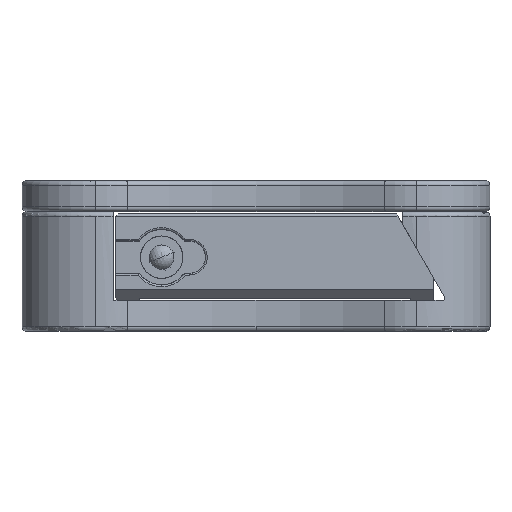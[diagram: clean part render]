
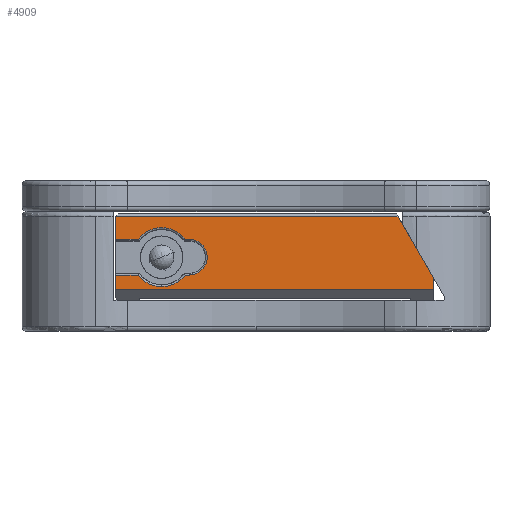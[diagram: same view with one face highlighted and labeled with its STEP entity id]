
A CAD part, left-side view. The second image highlights one B-rep face of the part: STEP entity #4909.
In plain terms, the highlighted planar face has unit normal (-1, 0, 0).
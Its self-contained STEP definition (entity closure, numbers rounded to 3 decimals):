
#61 = CARTESIAN_POINT ( 'NONE',  ( -48.26, 12.784, 3.491 ) ) ;
#165 = EDGE_CURVE ( 'NONE', #4836, #6361, #5890, .T. ) ;
#220 = CARTESIAN_POINT ( 'NONE',  ( -48.26, 15.24, -0.393 ) ) ;
#502 = PLANE ( 'NONE',  #6197 ) ;
#527 = VERTEX_POINT ( 'NONE', #10988 ) ;
#559 = LINE ( 'NONE', #888, #1366 ) ;
#579 = EDGE_CURVE ( 'NONE', #8642, #527, #6555, .T. ) ;
#653 = CARTESIAN_POINT ( 'NONE',  ( -48.26, 10.24, 1.549 ) ) ;
#714 = FACE_OUTER_BOUND ( 'NONE', #5378, .T. ) ;
#852 = ORIENTED_EDGE ( 'NONE', *, *, #11095, .T. ) ;
#888 = CARTESIAN_POINT ( 'NONE',  ( -48.26, 7.696, -0.393 ) ) ;
#895 = ORIENTED_EDGE ( 'NONE', *, *, #579, .T. ) ;
#1092 = AXIS2_PLACEMENT_3D ( 'NONE', #8454, #9355, #10248 ) ;
#1211 = CARTESIAN_POINT ( 'NONE',  ( -48.26, 15.24, 5.948 ) ) ;
#1338 = CIRCLE ( 'NONE', #9002, 3.203 ) ;
#1366 = VECTOR ( 'NONE', #10605, 1000. ) ;
#1425 = ORIENTED_EDGE ( 'NONE', *, *, #8021, .T. ) ;
#1561 = DIRECTION ( 'NONE',  ( 1., 0., 0. ) ) ;
#1662 = CARTESIAN_POINT ( 'NONE',  ( -48.26, 15.24, 6.248 ) ) ;
#1734 = DIRECTION ( 'NONE',  ( 0., 0., -1. ) ) ;
#1763 = VECTOR ( 'NONE', #4146, 1000. ) ;
#1994 = ORIENTED_EDGE ( 'NONE', *, *, #6856, .F. ) ;
#2106 = CARTESIAN_POINT ( 'NONE',  ( -48.26, -19.304, 6.248 ) ) ;
#2166 = VERTEX_POINT ( 'NONE', #11387 ) ;
#2279 = DIRECTION ( 'NONE',  ( 0., 0., -1. ) ) ;
#2481 = VERTEX_POINT ( 'NONE', #6499 ) ;
#2504 = ORIENTED_EDGE ( 'NONE', *, *, #2564, .T. ) ;
#2564 = EDGE_CURVE ( 'NONE', #3076, #8642, #8604, .T. ) ;
#2572 = CARTESIAN_POINT ( 'NONE',  ( -48.26, 12.787, 3.491 ) ) ;
#2593 = LINE ( 'NONE', #9421, #1763 ) ;
#2643 = VECTOR ( 'NONE', #7678, 1000. ) ;
#2684 = CARTESIAN_POINT ( 'NONE',  ( -48.26, 15.24, -1.95 ) ) ;
#3076 = VERTEX_POINT ( 'NONE', #2572 ) ;
#3141 = VECTOR ( 'NONE', #1734, 1000. ) ;
#3185 = CARTESIAN_POINT ( 'NONE',  ( -48.26, 15.24, -0.393 ) ) ;
#3190 = VERTEX_POINT ( 'NONE', #6497 ) ;
#3205 = ORIENTED_EDGE ( 'NONE', *, *, #8669, .T. ) ;
#3588 = ORIENTED_EDGE ( 'NONE', *, *, #6947, .F. ) ;
#4146 = DIRECTION ( 'NONE',  ( 0., 0., -1. ) ) ;
#4307 = ORIENTED_EDGE ( 'NONE', *, *, #6771, .T. ) ;
#4327 = CARTESIAN_POINT ( 'NONE',  ( -48.26, 7.693, 3.491 ) ) ;
#4371 = CARTESIAN_POINT ( 'NONE',  ( -48.26, -19.304, -1.95 ) ) ;
#4836 = VERTEX_POINT ( 'NONE', #1211 ) ;
#4909 = ADVANCED_FACE ( 'NONE', ( #714 ), #502, .F. ) ;
#4946 = VECTOR ( 'NONE', #9736, 1000. ) ;
#4963 = AXIS2_PLACEMENT_3D ( 'NONE', #8480, #10150, #5729 ) ;
#5014 = VERTEX_POINT ( 'NONE', #3185 ) ;
#5069 = LINE ( 'NONE', #7637, #10442 ) ;
#5230 = VECTOR ( 'NONE', #10619, 1000. ) ;
#5246 = CARTESIAN_POINT ( 'NONE',  ( -48.26, 7.24, -0.393 ) ) ;
#5370 = CARTESIAN_POINT ( 'NONE',  ( -48.26, 15.24, 3.491 ) ) ;
#5378 = EDGE_LOOP ( 'NONE', ( #8366, #3205, #2504, #895, #9035, #11046, #7563, #9489, #852, #4307, #3588, #1994, #9773, #1425 ) ) ;
#5729 = DIRECTION ( 'NONE',  ( 0., 0., -1. ) ) ;
#5838 = EDGE_CURVE ( 'NONE', #11342, #2166, #5906, .T. ) ;
#5890 = LINE ( 'NONE', #1662, #3141 ) ;
#5906 = CIRCLE ( 'NONE', #4963, 3.203 ) ;
#5917 = LINE ( 'NONE', #8009, #9201 ) ;
#5995 = DIRECTION ( 'NONE',  ( 0., 1., 0. ) ) ;
#6197 = AXIS2_PLACEMENT_3D ( 'NONE', #2106, #7506, #10064 ) ;
#6338 = EDGE_CURVE ( 'NONE', #6719, #11342, #559, .T. ) ;
#6346 = DIRECTION ( 'NONE',  ( 0., 1., 0. ) ) ;
#6361 = VERTEX_POINT ( 'NONE', #5370 ) ;
#6497 = CARTESIAN_POINT ( 'NONE',  ( -48.26, 12.787, -0.393 ) ) ;
#6499 = CARTESIAN_POINT ( 'NONE',  ( -48.26, -15.414, 5.948 ) ) ;
#6555 = LINE ( 'NONE', #6753, #10825 ) ;
#6661 = DIRECTION ( 'NONE',  ( 1., 0., 0. ) ) ;
#6719 = VERTEX_POINT ( 'NONE', #5246 ) ;
#6725 = CARTESIAN_POINT ( 'NONE',  ( -48.26, -19.304, -0.79 ) ) ;
#6753 = CARTESIAN_POINT ( 'NONE',  ( -48.26, 7.24, 3.491 ) ) ;
#6771 = EDGE_CURVE ( 'NONE', #5014, #7062, #9745, .T. ) ;
#6856 = EDGE_CURVE ( 'NONE', #8953, #10310, #2593, .T. ) ;
#6947 = EDGE_CURVE ( 'NONE', #10310, #7062, #5069, .T. ) ;
#7062 = VERTEX_POINT ( 'NONE', #2684 ) ;
#7367 = EDGE_CURVE ( 'NONE', #2166, #3190, #1338, .T. ) ;
#7506 = DIRECTION ( 'NONE',  ( 1., 0., 0. ) ) ;
#7560 = LINE ( 'NONE', #61, #5230 ) ;
#7563 = ORIENTED_EDGE ( 'NONE', *, *, #5838, .T. ) ;
#7637 = CARTESIAN_POINT ( 'NONE',  ( -48.26, -19.304, -1.95 ) ) ;
#7678 = DIRECTION ( 'NONE',  ( 0., 0.5, 0.866 ) ) ;
#7696 = DIRECTION ( 'NONE',  ( 0., 0., -1. ) ) ;
#8009 = CARTESIAN_POINT ( 'NONE',  ( -48.26, -19.304, 5.948 ) ) ;
#8021 = EDGE_CURVE ( 'NONE', #2481, #4836, #5917, .T. ) ;
#8366 = ORIENTED_EDGE ( 'NONE', *, *, #165, .T. ) ;
#8398 = CARTESIAN_POINT ( 'NONE',  ( -48.26, -19.304, -0.79 ) ) ;
#8454 = CARTESIAN_POINT ( 'NONE',  ( -48.26, 10.24, 1.549 ) ) ;
#8480 = CARTESIAN_POINT ( 'NONE',  ( -48.26, 10.24, 1.549 ) ) ;
#8604 = CIRCLE ( 'NONE', #1092, 3.203 ) ;
#8642 = VERTEX_POINT ( 'NONE', #4327 ) ;
#8669 = EDGE_CURVE ( 'NONE', #6361, #3076, #7560, .T. ) ;
#8810 = LINE ( 'NONE', #6725, #2643 ) ;
#8953 = VERTEX_POINT ( 'NONE', #8398 ) ;
#9002 = AXIS2_PLACEMENT_3D ( 'NONE', #653, #1561, #7696 ) ;
#9035 = ORIENTED_EDGE ( 'NONE', *, *, #10035, .T. ) ;
#9201 = VECTOR ( 'NONE', #10676, 1000. ) ;
#9283 = AXIS2_PLACEMENT_3D ( 'NONE', #9405, #6661, #2279 ) ;
#9355 = DIRECTION ( 'NONE',  ( 1., 0., 0. ) ) ;
#9405 = CARTESIAN_POINT ( 'NONE',  ( -48.26, 7.24, 1.549 ) ) ;
#9421 = CARTESIAN_POINT ( 'NONE',  ( -48.26, -19.304, 6.248 ) ) ;
#9489 = ORIENTED_EDGE ( 'NONE', *, *, #7367, .T. ) ;
#9736 = DIRECTION ( 'NONE',  ( 0., 0., -1. ) ) ;
#9745 = LINE ( 'NONE', #9812, #4946 ) ;
#9773 = ORIENTED_EDGE ( 'NONE', *, *, #10567, .T. ) ;
#9812 = CARTESIAN_POINT ( 'NONE',  ( -48.26, 15.24, 6.248 ) ) ;
#10035 = EDGE_CURVE ( 'NONE', #527, #6719, #11055, .T. ) ;
#10064 = DIRECTION ( 'NONE',  ( 0., 0., -1. ) ) ;
#10150 = DIRECTION ( 'NONE',  ( 1., 0., 0. ) ) ;
#10204 = VECTOR ( 'NONE', #6346, 1000. ) ;
#10231 = DIRECTION ( 'NONE',  ( 0., -1., 0. ) ) ;
#10248 = DIRECTION ( 'NONE',  ( 0., 0., -1. ) ) ;
#10310 = VERTEX_POINT ( 'NONE', #4371 ) ;
#10318 = CARTESIAN_POINT ( 'NONE',  ( -48.26, 7.693, -0.393 ) ) ;
#10442 = VECTOR ( 'NONE', #5995, 1000. ) ;
#10478 = LINE ( 'NONE', #220, #10204 ) ;
#10567 = EDGE_CURVE ( 'NONE', #8953, #2481, #8810, .T. ) ;
#10605 = DIRECTION ( 'NONE',  ( 0., 1., 0. ) ) ;
#10619 = DIRECTION ( 'NONE',  ( 0., -1., 0. ) ) ;
#10676 = DIRECTION ( 'NONE',  ( 0., 1., 0. ) ) ;
#10825 = VECTOR ( 'NONE', #10231, 1000. ) ;
#10988 = CARTESIAN_POINT ( 'NONE',  ( -48.26, 7.24, 3.491 ) ) ;
#11046 = ORIENTED_EDGE ( 'NONE', *, *, #6338, .T. ) ;
#11055 = CIRCLE ( 'NONE', #9283, 1.942 ) ;
#11095 = EDGE_CURVE ( 'NONE', #3190, #5014, #10478, .T. ) ;
#11342 = VERTEX_POINT ( 'NONE', #10318 ) ;
#11387 = CARTESIAN_POINT ( 'NONE',  ( -48.26, 10.24, -1.654 ) ) ;
